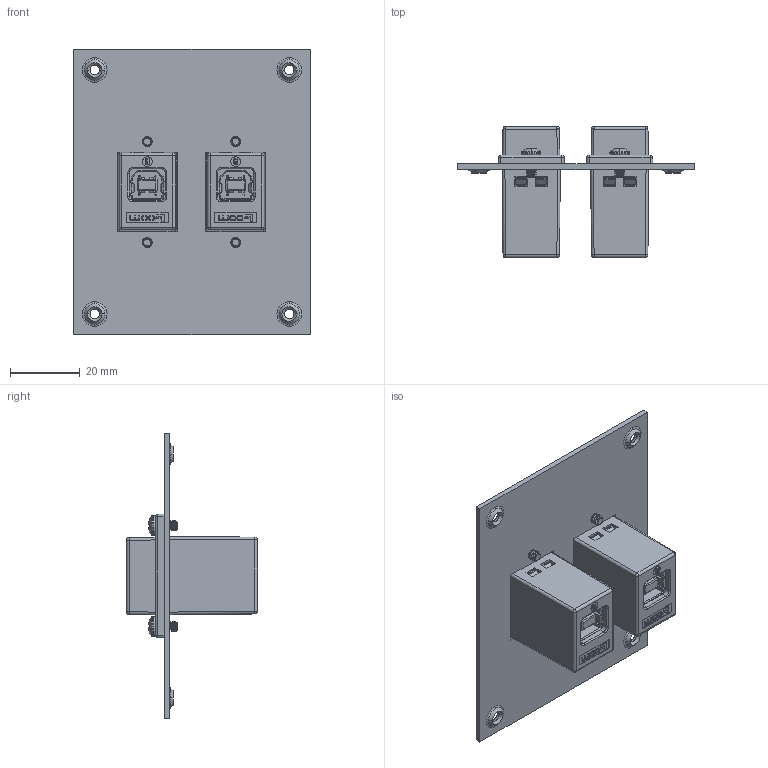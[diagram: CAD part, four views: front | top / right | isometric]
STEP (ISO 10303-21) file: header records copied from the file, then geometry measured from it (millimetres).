
FILE_DESCRIPTION (( 'STEP AP214' ), '1' );
FILE_NAME ('USP2ECF-UABSB.STEP', '2017-11-15T17:23:55', ( '' ), ( '' ), 'SwSTEP 2.0', 'SolidWorks 2014', '' );
FILE_SCHEMA (( 'AUTOMOTIVE_DESIGN' ));
Length unit declared in the file: inch
Products named in the file (10): 1AA05-033(USB-B F R.A THRU)___; 1AA05-019-SUZHOU___; 1AR06-001; USP2ECF-UABSB; 90272A106_90272A106; ECF504-UABS_NEW STYLE; 1AG01-066_TYPE B; 1AG01-065; 3AC11-009; 1BC01-014
Assembly tree (13 placements, depth 4):
  USP2ECF-UABSB
    1AR06-001
    ECF504-UABS_NEW STYLE  x2
      3AC11-009
        1AA05-019-SUZHOU___
        1AA05-033(USB-B F R.A THRU)___
        1BC01-014
      1AG01-065
      1AG01-066_TYPE B
    90272A106_90272A106  x4
Bounding box: 68.07 x 37.67 x 82.04 mm (x, y, z)
Volume: 24697 mm3; surface area: 35304 mm2
Topology: 23 solids, 23 shells, 4490 faces, 12404 edges, 8120 vertices
Faces by surface type: plane 2566, cylinder 1120, bspline 548, torus 132, cone 80, sphere 44
Entity records: 87606 total; most frequent: CARTESIAN_POINT 26051, ORIENTED_EDGE 11976, DIRECTION 9820, EDGE_CURVE 5988, VECTOR 4178, LINE 4178, VERTEX_POINT 3923, AXIS2_PLACEMENT_3D 2821
